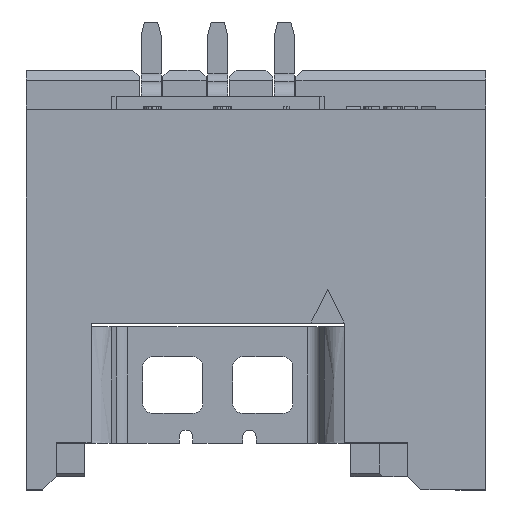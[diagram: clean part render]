
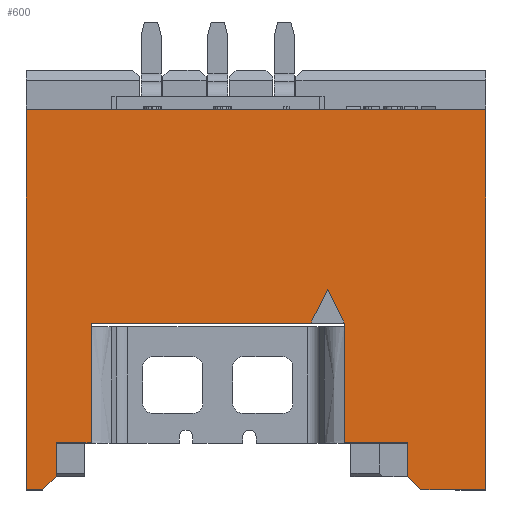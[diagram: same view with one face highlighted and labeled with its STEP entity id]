
A CAD part, top view. The second image highlights one B-rep face of the part: STEP entity #600.
In plain terms, the highlighted planar face has unit normal (0, 0, 1).
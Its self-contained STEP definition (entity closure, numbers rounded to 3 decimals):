
#398=CARTESIAN_POINT('',(-2.5,-10.8,-6.4));
#399=VERTEX_POINT('',#398);
#457=CARTESIAN_POINT('',(-2.5,-9.8,-6.4));
#458=VERTEX_POINT('',#457);
#465=CARTESIAN_POINT('',(-2.5,-9.8,-6.4));
#466=DIRECTION('',(0.,-1.,0.));
#467=VECTOR('',#466,1.);
#468=LINE('',#465,#467);
#469=EDGE_CURVE('',#458,#399,#468,.T.);
#474=CARTESIAN_POINT('',(5.875,-0.3,-6.4));
#475=DIRECTION('',(1.,0.,0.));
#476=DIRECTION('',(0.,0.,1.));
#477=AXIS2_PLACEMENT_3D('',#474,#476,#475);
#478=PLANE('',#477);
#479=CARTESIAN_POINT('',(-1.45,-9.8,-6.4));
#480=VERTEX_POINT('',#479);
#481=CARTESIAN_POINT('',(-1.45,-6.2,-6.4));
#482=VERTEX_POINT('',#481);
#483=CARTESIAN_POINT('',(-1.45,-9.8,-6.4));
#484=DIRECTION('',(0.,1.,0.));
#485=VECTOR('',#484,3.6);
#486=LINE('',#483,#485);
#487=EDGE_CURVE('',#480,#482,#486,.T.);
#488=ORIENTED_EDGE('',*,*,#487,.T.);
#489=CARTESIAN_POINT('',(5.15,-6.2,-6.4));
#490=VERTEX_POINT('',#489);
#491=CARTESIAN_POINT('',(-1.45,-6.2,-6.4));
#492=DIRECTION('',(1.,0.,0.));
#493=VECTOR('',#492,6.6);
#494=LINE('',#491,#493);
#495=EDGE_CURVE('',#482,#490,#494,.T.);
#496=ORIENTED_EDGE('',*,*,#495,.T.);
#497=CARTESIAN_POINT('',(5.65,-5.2,-6.4));
#498=VERTEX_POINT('',#497);
#499=CARTESIAN_POINT('',(5.15,-6.2,-6.4));
#500=DIRECTION('',(0.447,0.894,0.));
#501=VECTOR('',#500,1.118);
#502=LINE('',#499,#501);
#503=EDGE_CURVE('',#490,#498,#502,.T.);
#504=ORIENTED_EDGE('',*,*,#503,.T.);
#505=CARTESIAN_POINT('',(6.15,-6.2,-6.4));
#506=VERTEX_POINT('',#505);
#507=CARTESIAN_POINT('',(5.65,-5.2,-6.4));
#508=DIRECTION('',(0.447,-0.894,0.));
#509=VECTOR('',#508,1.118);
#510=LINE('',#507,#509);
#511=EDGE_CURVE('',#498,#506,#510,.T.);
#512=ORIENTED_EDGE('',*,*,#511,.T.);
#513=CARTESIAN_POINT('',(6.15,-9.8,-6.4));
#514=VERTEX_POINT('',#513);
#515=CARTESIAN_POINT('',(6.15,-6.2,-6.4));
#516=DIRECTION('',(0.,-1.,0.));
#517=VECTOR('',#516,3.6);
#518=LINE('',#515,#517);
#519=EDGE_CURVE('',#506,#514,#518,.T.);
#520=ORIENTED_EDGE('',*,*,#519,.T.);
#521=CARTESIAN_POINT('',(8.05,-9.8,-6.4));
#522=VERTEX_POINT('',#521);
#523=CARTESIAN_POINT('',(6.15,-9.8,-6.4));
#524=DIRECTION('',(1.,0.,0.));
#525=VECTOR('',#524,1.9);
#526=LINE('',#523,#525);
#527=EDGE_CURVE('',#514,#522,#526,.T.);
#528=ORIENTED_EDGE('',*,*,#527,.T.);
#529=CARTESIAN_POINT('',(8.05,-10.8,-6.4));
#530=VERTEX_POINT('',#529);
#531=CARTESIAN_POINT('',(8.05,-9.8,-6.4));
#532=DIRECTION('',(0.,-1.,0.));
#533=VECTOR('',#532,1.);
#534=LINE('',#531,#533);
#535=EDGE_CURVE('',#522,#530,#534,.T.);
#536=ORIENTED_EDGE('',*,*,#535,.T.);
#537=CARTESIAN_POINT('',(8.45,-11.2,-6.4));
#538=VERTEX_POINT('',#537);
#539=CARTESIAN_POINT('',(8.05,-10.8,-6.4));
#540=DIRECTION('',(0.707,-0.707,0.));
#541=VECTOR('',#540,0.566);
#542=LINE('',#539,#541);
#543=EDGE_CURVE('',#530,#538,#542,.T.);
#544=ORIENTED_EDGE('',*,*,#543,.T.);
#545=CARTESIAN_POINT('',(10.4,-11.2,-6.4));
#546=VERTEX_POINT('',#545);
#547=CARTESIAN_POINT('',(8.45,-11.2,-6.4));
#548=DIRECTION('',(1.,0.,0.));
#549=VECTOR('',#548,1.95);
#550=LINE('',#547,#549);
#551=EDGE_CURVE('',#538,#546,#550,.T.);
#552=ORIENTED_EDGE('',*,*,#551,.T.);
#553=CARTESIAN_POINT('',(10.4,0.2,-6.4));
#554=VERTEX_POINT('',#553);
#555=CARTESIAN_POINT('',(10.4,-11.2,-6.4));
#556=DIRECTION('',(0.,1.,0.));
#557=VECTOR('',#556,11.4);
#558=LINE('',#555,#557);
#559=EDGE_CURVE('',#546,#554,#558,.T.);
#560=ORIENTED_EDGE('',*,*,#559,.T.);
#561=CARTESIAN_POINT('',(-3.4,0.2,-6.4));
#562=VERTEX_POINT('',#561);
#563=CARTESIAN_POINT('',(10.4,0.2,-6.4));
#564=DIRECTION('',(-1.,0.,0.));
#565=VECTOR('',#564,13.8);
#566=LINE('',#563,#565);
#567=EDGE_CURVE('',#554,#562,#566,.T.);
#568=ORIENTED_EDGE('',*,*,#567,.T.);
#569=CARTESIAN_POINT('',(-3.4,-11.2,-6.4));
#570=VERTEX_POINT('',#569);
#571=CARTESIAN_POINT('',(-3.4,0.2,-6.4));
#572=DIRECTION('',(0.,-1.,0.));
#573=VECTOR('',#572,11.4);
#574=LINE('',#571,#573);
#575=EDGE_CURVE('',#562,#570,#574,.T.);
#576=ORIENTED_EDGE('',*,*,#575,.T.);
#577=CARTESIAN_POINT('',(-2.9,-11.2,-6.4));
#578=VERTEX_POINT('',#577);
#579=CARTESIAN_POINT('',(-3.4,-11.2,-6.4));
#580=DIRECTION('',(1.,0.,0.));
#581=VECTOR('',#580,0.5);
#582=LINE('',#579,#581);
#583=EDGE_CURVE('',#570,#578,#582,.T.);
#584=ORIENTED_EDGE('',*,*,#583,.T.);
#585=CARTESIAN_POINT('',(-2.9,-11.2,-6.4));
#586=DIRECTION('',(0.707,0.707,0.));
#587=VECTOR('',#586,0.566);
#588=LINE('',#585,#587);
#589=EDGE_CURVE('',#578,#399,#588,.T.);
#590=ORIENTED_EDGE('',*,*,#589,.T.);
#591=ORIENTED_EDGE('',*,*,#469,.F.);
#592=CARTESIAN_POINT('',(-2.5,-9.8,-6.4));
#593=DIRECTION('',(1.,0.,0.));
#594=VECTOR('',#593,1.05);
#595=LINE('',#592,#594);
#596=EDGE_CURVE('',#458,#480,#595,.T.);
#597=ORIENTED_EDGE('',*,*,#596,.T.);
#598=EDGE_LOOP('',(#488,#496,#504,#512,#520,#528,#536,#544,#552,#560,#568,#576,#584,#590,#591,#597));
#599=FACE_OUTER_BOUND('',#598,.T.);
#600=ADVANCED_FACE('',(#599),#478,.T.);
